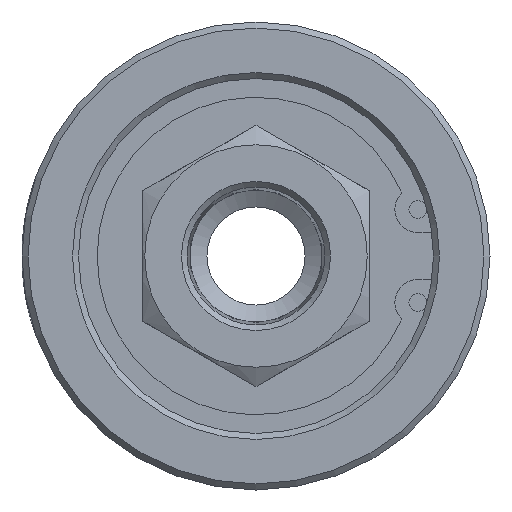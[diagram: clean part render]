
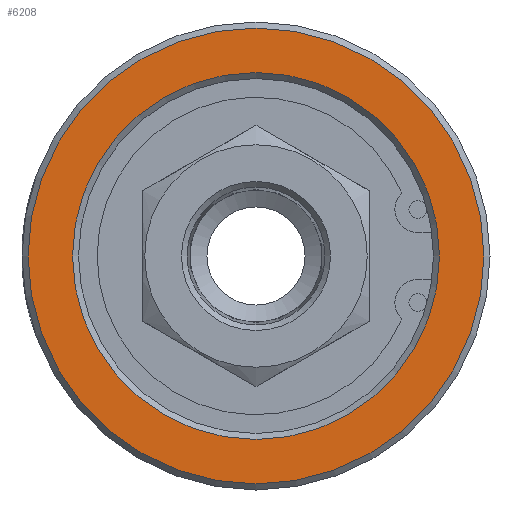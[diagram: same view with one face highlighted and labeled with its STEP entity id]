
A CAD part, left-side view. The second image highlights one B-rep face of the part: STEP entity #6208.
In plain terms, the highlighted planar face has unit normal (-1, 0, 0).
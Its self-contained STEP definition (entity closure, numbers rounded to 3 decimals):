
#73=FACE_BOUND('',#2164,.T.);
#190=PLANE('',#6670);
#1299=CIRCLE('',#6668,24.33);
#1301=CIRCLE('',#6671,30.225);
#1785=FACE_OUTER_BOUND('',#2163,.T.);
#2163=EDGE_LOOP('',(#5749));
#2164=EDGE_LOOP('',(#5750));
#3043=VERTEX_POINT('',#43843);
#3044=VERTEX_POINT('',#43848);
#3956=EDGE_CURVE('',#3043,#3043,#1299,.T.);
#3958=EDGE_CURVE('',#3044,#3044,#1301,.T.);
#5749=ORIENTED_EDGE('',*,*,#3958,.F.);
#5750=ORIENTED_EDGE('',*,*,#3956,.F.);
#6208=ADVANCED_FACE('',(#1785,#73),#190,.T.);
#6668=AXIS2_PLACEMENT_3D('',#43845,#7908,#7909);
#6670=AXIS2_PLACEMENT_3D('',#43847,#7912,#7913);
#6671=AXIS2_PLACEMENT_3D('',#43849,#7914,#7915);
#7908=DIRECTION('center_axis',(-1.,0.,0.));
#7909=DIRECTION('ref_axis',(0.,-1.,0.));
#7912=DIRECTION('center_axis',(-1.,0.,0.));
#7913=DIRECTION('ref_axis',(0.,0.,1.));
#7914=DIRECTION('center_axis',(1.,0.,0.));
#7915=DIRECTION('ref_axis',(0.,-1.,0.));
#43843=CARTESIAN_POINT('',(0.,24.33,0.));
#43845=CARTESIAN_POINT('Origin',(0.,0.,0.));
#43847=CARTESIAN_POINT('Origin',(0.,15.513,0.));
#43848=CARTESIAN_POINT('',(0.,30.225,0.));
#43849=CARTESIAN_POINT('Origin',(0.,0.,0.));
